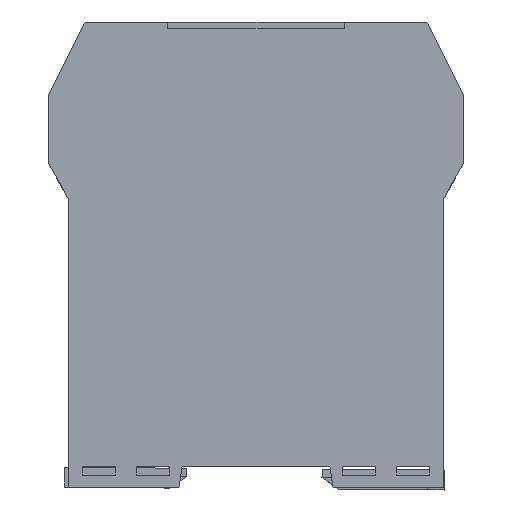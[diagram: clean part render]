
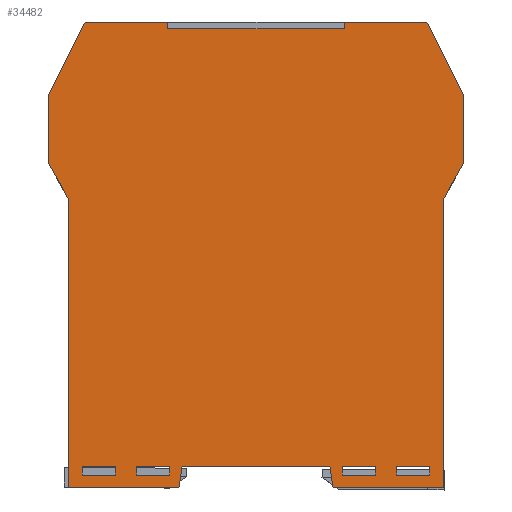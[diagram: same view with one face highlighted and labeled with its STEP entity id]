
A CAD part, top view. The second image highlights one B-rep face of the part: STEP entity #34482.
In plain terms, the highlighted planar face has unit normal (0, 0, 1).
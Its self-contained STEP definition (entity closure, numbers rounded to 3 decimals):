
#1217=LINE('',#48814,#5446);
#1221=LINE('',#48823,#5450);
#1225=LINE('',#48832,#5454);
#1229=LINE('',#48841,#5458);
#1243=LINE('',#48870,#5472);
#1247=LINE('',#48879,#5476);
#1251=LINE('',#48888,#5480);
#1255=LINE('',#48897,#5484);
#1275=LINE('',#48935,#5504);
#1286=LINE('',#48957,#5515);
#1299=LINE('',#48981,#5528);
#1310=LINE('',#49001,#5539);
#1318=LINE('',#49017,#5547);
#1345=LINE('',#49083,#5574);
#1347=LINE('',#49088,#5576);
#1733=LINE('',#49903,#5962);
#1736=LINE('',#49908,#5965);
#1738=LINE('',#49913,#5967);
#1740=LINE('',#49919,#5969);
#1742=LINE('',#49923,#5971);
#1744=LINE('',#49927,#5973);
#1746=LINE('',#49930,#5975);
#1747=LINE('',#49932,#5976);
#1748=LINE('',#49935,#5977);
#1750=LINE('',#49938,#5979);
#1751=LINE('',#49939,#5980);
#1752=LINE('',#49940,#5981);
#1753=LINE('',#49941,#5982);
#1754=LINE('',#49942,#5983);
#1756=LINE('',#49946,#5985);
#1758=LINE('',#49950,#5987);
#1760=LINE('',#49954,#5989);
#1762=LINE('',#49958,#5991);
#1764=LINE('',#49961,#5993);
#5446=VECTOR('',#39299,10.);
#5450=VECTOR('',#39305,10.);
#5454=VECTOR('',#39311,10.);
#5458=VECTOR('',#39317,10.);
#5472=VECTOR('',#39337,10.);
#5476=VECTOR('',#39343,10.);
#5480=VECTOR('',#39349,10.);
#5484=VECTOR('',#39355,10.);
#5504=VECTOR('',#39383,10.);
#5515=VECTOR('',#39402,10.);
#5528=VECTOR('',#39425,10.);
#5539=VECTOR('',#39444,10.);
#5547=VECTOR('',#39460,10.);
#5574=VECTOR('',#39503,10.);
#5576=VECTOR('',#39507,10.);
#5962=VECTOR('',#40271,10.);
#5965=VECTOR('',#40276,10.);
#5967=VECTOR('',#40280,10.);
#5969=VECTOR('',#40288,10.);
#5971=VECTOR('',#40292,10.);
#5973=VECTOR('',#40296,10.);
#5975=VECTOR('',#40300,10.);
#5976=VECTOR('',#40303,10.);
#5977=VECTOR('',#40306,10.);
#5979=VECTOR('',#40310,10.);
#5980=VECTOR('',#40311,10.);
#5981=VECTOR('',#40312,10.);
#5982=VECTOR('',#40313,10.);
#5983=VECTOR('',#40314,10.);
#5985=VECTOR('',#40318,10.);
#5987=VECTOR('',#40322,10.);
#5989=VECTOR('',#40326,10.);
#5991=VECTOR('',#40330,10.);
#5993=VECTOR('',#40334,10.);
#9669=PLANE('',#36546);
#10953=FACE_BOUND('',#13353,.T.);
#10954=FACE_BOUND('',#13354,.T.);
#10955=FACE_BOUND('',#13355,.T.);
#10956=FACE_BOUND('',#13356,.T.);
#11479=FACE_OUTER_BOUND('',#13352,.T.);
#13352=EDGE_LOOP('',(#25751,#25752,#25753,#25754,#25755,#25756,#25757,#25758,
#25759,#25760,#25761,#25762,#25763,#25764,#25765,#25766,#25767,#25768));
#13353=EDGE_LOOP('',(#25769,#25770,#25771,#25772));
#13354=EDGE_LOOP('',(#25773,#25774,#25775,#25776));
#13355=EDGE_LOOP('',(#25777,#25778,#25779,#25780));
#13356=EDGE_LOOP('',(#25781,#25782,#25783,#25784));
#16052=VERTEX_POINT('',#48812);
#16053=VERTEX_POINT('',#48813);
#16056=VERTEX_POINT('',#48821);
#16057=VERTEX_POINT('',#48822);
#16060=VERTEX_POINT('',#48830);
#16061=VERTEX_POINT('',#48831);
#16064=VERTEX_POINT('',#48839);
#16065=VERTEX_POINT('',#48840);
#16076=VERTEX_POINT('',#48868);
#16077=VERTEX_POINT('',#48869);
#16080=VERTEX_POINT('',#48877);
#16081=VERTEX_POINT('',#48878);
#16084=VERTEX_POINT('',#48886);
#16085=VERTEX_POINT('',#48887);
#16088=VERTEX_POINT('',#48895);
#16089=VERTEX_POINT('',#48896);
#16124=VERTEX_POINT('',#49014);
#16125=VERTEX_POINT('',#49016);
#16156=VERTEX_POINT('',#49081);
#16157=VERTEX_POINT('',#49085);
#16158=VERTEX_POINT('',#49087);
#16397=VERTEX_POINT('',#49900);
#16398=VERTEX_POINT('',#49902);
#16399=VERTEX_POINT('',#49906);
#16400=VERTEX_POINT('',#49910);
#16401=VERTEX_POINT('',#49912);
#16402=VERTEX_POINT('',#49918);
#16403=VERTEX_POINT('',#49922);
#16404=VERTEX_POINT('',#49926);
#16405=VERTEX_POINT('',#49934);
#16406=VERTEX_POINT('',#49945);
#16407=VERTEX_POINT('',#49949);
#16408=VERTEX_POINT('',#49953);
#16409=VERTEX_POINT('',#49957);
#19391=EDGE_CURVE('',#16052,#16053,#1217,.T.);
#19395=EDGE_CURVE('',#16056,#16057,#1221,.T.);
#19399=EDGE_CURVE('',#16060,#16061,#1225,.T.);
#19403=EDGE_CURVE('',#16064,#16065,#1229,.T.);
#19417=EDGE_CURVE('',#16076,#16077,#1243,.T.);
#19421=EDGE_CURVE('',#16080,#16081,#1247,.T.);
#19425=EDGE_CURVE('',#16084,#16085,#1251,.T.);
#19429=EDGE_CURVE('',#16088,#16089,#1255,.T.);
#19449=EDGE_CURVE('',#16065,#16060,#1275,.T.);
#19460=EDGE_CURVE('',#16057,#16052,#1286,.T.);
#19473=EDGE_CURVE('',#16081,#16076,#1299,.T.);
#19484=EDGE_CURVE('',#16089,#16084,#1310,.T.);
#19492=EDGE_CURVE('',#16124,#16125,#1318,.T.);
#19526=EDGE_CURVE('',#16156,#16124,#1345,.T.);
#19528=EDGE_CURVE('',#16157,#16158,#1347,.T.);
#19932=EDGE_CURVE('',#16397,#16398,#1733,.T.);
#19935=EDGE_CURVE('',#16399,#16397,#1736,.T.);
#19937=EDGE_CURVE('',#16400,#16401,#1738,.T.);
#19939=EDGE_CURVE('',#16401,#16402,#1740,.T.);
#19941=EDGE_CURVE('',#16402,#16403,#1742,.T.);
#19943=EDGE_CURVE('',#16403,#16404,#1744,.T.);
#19945=EDGE_CURVE('',#16404,#16399,#1746,.T.);
#19946=EDGE_CURVE('',#16398,#16156,#1747,.T.);
#19947=EDGE_CURVE('',#16125,#16405,#1748,.T.);
#19949=EDGE_CURVE('',#16085,#16088,#1750,.T.);
#19950=EDGE_CURVE('',#16077,#16080,#1751,.T.);
#19951=EDGE_CURVE('',#16405,#16157,#1752,.T.);
#19952=EDGE_CURVE('',#16061,#16064,#1753,.T.);
#19953=EDGE_CURVE('',#16053,#16056,#1754,.T.);
#19955=EDGE_CURVE('',#16158,#16406,#1756,.T.);
#19957=EDGE_CURVE('',#16406,#16407,#1758,.T.);
#19959=EDGE_CURVE('',#16407,#16408,#1760,.T.);
#19961=EDGE_CURVE('',#16408,#16409,#1762,.T.);
#19963=EDGE_CURVE('',#16409,#16400,#1764,.T.);
#25751=ORIENTED_EDGE('',*,*,#19939,.F.);
#25752=ORIENTED_EDGE('',*,*,#19937,.F.);
#25753=ORIENTED_EDGE('',*,*,#19963,.F.);
#25754=ORIENTED_EDGE('',*,*,#19961,.F.);
#25755=ORIENTED_EDGE('',*,*,#19959,.F.);
#25756=ORIENTED_EDGE('',*,*,#19957,.F.);
#25757=ORIENTED_EDGE('',*,*,#19955,.F.);
#25758=ORIENTED_EDGE('',*,*,#19528,.F.);
#25759=ORIENTED_EDGE('',*,*,#19951,.F.);
#25760=ORIENTED_EDGE('',*,*,#19947,.F.);
#25761=ORIENTED_EDGE('',*,*,#19492,.F.);
#25762=ORIENTED_EDGE('',*,*,#19526,.F.);
#25763=ORIENTED_EDGE('',*,*,#19946,.F.);
#25764=ORIENTED_EDGE('',*,*,#19932,.F.);
#25765=ORIENTED_EDGE('',*,*,#19935,.F.);
#25766=ORIENTED_EDGE('',*,*,#19945,.F.);
#25767=ORIENTED_EDGE('',*,*,#19943,.F.);
#25768=ORIENTED_EDGE('',*,*,#19941,.F.);
#25769=ORIENTED_EDGE('',*,*,#19395,.T.);
#25770=ORIENTED_EDGE('',*,*,#19460,.T.);
#25771=ORIENTED_EDGE('',*,*,#19391,.T.);
#25772=ORIENTED_EDGE('',*,*,#19953,.T.);
#25773=ORIENTED_EDGE('',*,*,#19403,.T.);
#25774=ORIENTED_EDGE('',*,*,#19449,.T.);
#25775=ORIENTED_EDGE('',*,*,#19399,.T.);
#25776=ORIENTED_EDGE('',*,*,#19952,.T.);
#25777=ORIENTED_EDGE('',*,*,#19421,.T.);
#25778=ORIENTED_EDGE('',*,*,#19473,.T.);
#25779=ORIENTED_EDGE('',*,*,#19417,.T.);
#25780=ORIENTED_EDGE('',*,*,#19950,.T.);
#25781=ORIENTED_EDGE('',*,*,#19429,.T.);
#25782=ORIENTED_EDGE('',*,*,#19484,.T.);
#25783=ORIENTED_EDGE('',*,*,#19425,.T.);
#25784=ORIENTED_EDGE('',*,*,#19949,.T.);
#34482=ADVANCED_FACE('',(#11479,#10953,#10954,#10955,#10956),#9669,.T.);
#36546=AXIS2_PLACEMENT_3D('',#49962,#40335,#40336);
#39299=DIRECTION('',(0.,1.,0.));
#39305=DIRECTION('',(0.,-1.,0.));
#39311=DIRECTION('',(0.,1.,0.));
#39317=DIRECTION('',(0.,-1.,0.));
#39337=DIRECTION('',(0.,1.,0.));
#39343=DIRECTION('',(0.,-1.,0.));
#39349=DIRECTION('',(0.,1.,0.));
#39355=DIRECTION('',(0.,-1.,0.));
#39383=DIRECTION('',(-1.,0.,0.));
#39402=DIRECTION('',(-1.,0.,0.));
#39425=DIRECTION('',(-1.,0.,0.));
#39444=DIRECTION('',(-1.,0.,0.));
#39460=DIRECTION('',(-1.,0.,0.));
#39503=DIRECTION('',(0.,-1.,0.));
#39507=DIRECTION('',(-0.148,-0.989,0.));
#40271=DIRECTION('',(0.,-1.,0.));
#40276=DIRECTION('',(0.451,-0.892,0.));
#40280=DIRECTION('',(1.,0.,0.));
#40288=DIRECTION('',(0.,-1.,0.));
#40292=DIRECTION('',(1.,0.,0.));
#40296=DIRECTION('',(0.,1.,0.));
#40300=DIRECTION('',(1.,0.,0.));
#40303=DIRECTION('',(-0.49,-0.872,0.));
#40306=DIRECTION('',(-0.148,0.989,0.));
#40310=DIRECTION('',(1.,0.,0.));
#40311=DIRECTION('',(1.,0.,0.));
#40312=DIRECTION('',(-1.,0.,0.));
#40313=DIRECTION('',(1.,0.,0.));
#40314=DIRECTION('',(1.,0.,0.));
#40318=DIRECTION('',(-1.,0.,0.));
#40322=DIRECTION('',(0.,1.,0.));
#40326=DIRECTION('',(-0.49,0.872,0.));
#40330=DIRECTION('',(0.,1.,0.));
#40334=DIRECTION('',(0.451,0.892,0.));
#40335=DIRECTION('center_axis',(0.,0.,1.));
#40336=DIRECTION('ref_axis',(1.,0.,0.));
#48812=CARTESIAN_POINT('',(-0.7,-107.25,8.75));
#48813=CARTESIAN_POINT('',(-0.7,-105.15,8.75));
#48814=CARTESIAN_POINT('',(-0.7,-81.623,8.75));
#48821=CARTESIAN_POINT('',(7.2,-105.15,8.75));
#48822=CARTESIAN_POINT('',(7.2,-107.25,8.75));
#48823=CARTESIAN_POINT('',(7.2,-80.573,8.75));
#48830=CARTESIAN_POINT('',(12.2,-107.25,8.75));
#48831=CARTESIAN_POINT('',(12.2,-105.15,8.75));
#48832=CARTESIAN_POINT('',(12.2,-81.623,8.75));
#48839=CARTESIAN_POINT('',(20.1,-105.15,8.75));
#48840=CARTESIAN_POINT('',(20.1,-107.25,8.75));
#48841=CARTESIAN_POINT('',(20.1,-80.573,8.75));
#48868=CARTESIAN_POINT('',(60.9,-107.25,8.75));
#48869=CARTESIAN_POINT('',(60.9,-105.15,8.75));
#48870=CARTESIAN_POINT('',(60.9,-81.623,8.75));
#48877=CARTESIAN_POINT('',(68.8,-105.15,8.75));
#48878=CARTESIAN_POINT('',(68.8,-107.25,8.75));
#48879=CARTESIAN_POINT('',(68.8,-80.573,8.75));
#48886=CARTESIAN_POINT('',(73.8,-107.25,8.75));
#48887=CARTESIAN_POINT('',(73.8,-105.15,8.75));
#48888=CARTESIAN_POINT('',(73.8,-81.623,8.75));
#48895=CARTESIAN_POINT('',(81.7,-105.15,8.75));
#48896=CARTESIAN_POINT('',(81.7,-107.25,8.75));
#48897=CARTESIAN_POINT('',(81.7,-80.573,8.75));
#48935=CARTESIAN_POINT('',(30.3,-107.25,8.75));
#48957=CARTESIAN_POINT('',(23.85,-107.25,8.75));
#48981=CARTESIAN_POINT('',(54.65,-107.25,8.75));
#49001=CARTESIAN_POINT('',(61.1,-107.25,8.75));
#49014=CARTESIAN_POINT('',(85.,-110.15,8.75));
#49016=CARTESIAN_POINT('',(58.75,-110.15,8.75));
#49017=CARTESIAN_POINT('',(85.,-110.15,8.75));
#49081=CARTESIAN_POINT('',(85.,-41.65,8.75));
#49083=CARTESIAN_POINT('',(85.,-41.65,8.75));
#49085=CARTESIAN_POINT('',(23.,-105.15,8.75));
#49087=CARTESIAN_POINT('',(22.25,-110.15,8.75));
#49088=CARTESIAN_POINT('',(23.,-105.15,8.75));
#49900=CARTESIAN_POINT('',(89.75,-17.3,8.75));
#49902=CARTESIAN_POINT('',(89.75,-33.2,8.75));
#49903=CARTESIAN_POINT('',(89.75,-17.3,8.75));
#49906=CARTESIAN_POINT('',(81.,0.,8.75));
#49908=CARTESIAN_POINT('',(81.,0.,8.75));
#49910=CARTESIAN_POINT('',(0.,0.,8.75));
#49912=CARTESIAN_POINT('',(19.6,0.,8.75));
#49913=CARTESIAN_POINT('',(0.,0.,8.75));
#49918=CARTESIAN_POINT('',(19.6,-1.5,8.75));
#49919=CARTESIAN_POINT('',(19.6,0.,8.75));
#49922=CARTESIAN_POINT('',(61.4,-1.5,8.75));
#49923=CARTESIAN_POINT('',(19.6,-1.5,8.75));
#49926=CARTESIAN_POINT('',(61.4,0.,8.75));
#49927=CARTESIAN_POINT('',(61.4,-1.5,8.75));
#49930=CARTESIAN_POINT('',(61.4,0.,8.75));
#49932=CARTESIAN_POINT('',(89.75,-33.2,8.75));
#49934=CARTESIAN_POINT('',(58.,-105.15,8.75));
#49935=CARTESIAN_POINT('',(58.75,-110.15,8.75));
#49938=CARTESIAN_POINT('',(57.15,-105.15,8.75));
#49939=CARTESIAN_POINT('',(50.7,-105.15,8.75));
#49940=CARTESIAN_POINT('',(58.,-105.15,8.75));
#49941=CARTESIAN_POINT('',(26.35,-105.15,8.75));
#49942=CARTESIAN_POINT('',(19.9,-105.15,8.75));
#49945=CARTESIAN_POINT('',(-4.,-110.15,8.75));
#49946=CARTESIAN_POINT('',(22.25,-110.15,8.75));
#49949=CARTESIAN_POINT('',(-4.,-41.65,8.75));
#49950=CARTESIAN_POINT('',(-4.,-110.15,8.75));
#49953=CARTESIAN_POINT('',(-8.75,-33.2,8.75));
#49954=CARTESIAN_POINT('',(-4.,-41.65,8.75));
#49957=CARTESIAN_POINT('',(-8.75,-17.3,8.75));
#49958=CARTESIAN_POINT('',(-8.75,-33.2,8.75));
#49961=CARTESIAN_POINT('',(-8.75,-17.3,8.75));
#49962=CARTESIAN_POINT('Origin',(40.5,-55.997,8.75));
